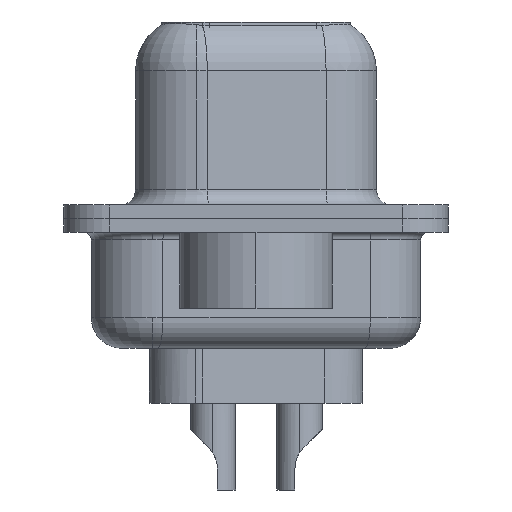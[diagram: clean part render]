
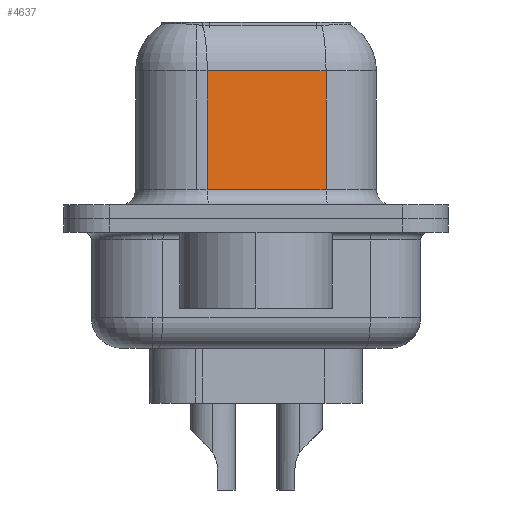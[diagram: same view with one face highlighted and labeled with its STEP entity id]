
A CAD part, left-side view. The second image highlights one B-rep face of the part: STEP entity #4637.
In plain terms, the highlighted planar face has unit normal (-0.985, -0.174, 0).
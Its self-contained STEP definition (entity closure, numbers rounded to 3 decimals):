
#319 = EDGE_CURVE ( 'NONE', #8741, #9409, #12996, .T. ) ;
#1459 = PLANE ( 'NONE',  #15992 ) ;
#1546 = EDGE_CURVE ( 'NONE', #9409, #8651, #7386, .T. ) ;
#1624 = VECTOR ( 'NONE', #7466, 1000. ) ;
#1658 = CARTESIAN_POINT ( 'NONE',  ( 4.375, 1.603, 4.85 ) ) ;
#1781 = CARTESIAN_POINT ( 'NONE',  ( 5.063, -2.297, 4.85 ) ) ;
#2222 = EDGE_CURVE ( 'NONE', #10409, #8651, #11583, .T. ) ;
#2714 = LINE ( 'NONE', #17505, #12159 ) ;
#2817 = CARTESIAN_POINT ( 'NONE',  ( 5.063, -2.297, 6.6 ) ) ;
#2919 = DIRECTION ( 'NONE',  ( 0.985, 0.174, 0. ) ) ;
#4637 = ADVANCED_FACE ( 'NONE', ( #14907 ), #1459, .F. ) ;
#4776 = DIRECTION ( 'NONE',  ( 0.174, -0.985, 0. ) ) ;
#6125 = CARTESIAN_POINT ( 'NONE',  ( 5.063, -2.297, 0.95 ) ) ;
#6258 = VECTOR ( 'NONE', #16130, 1000. ) ;
#7333 = CARTESIAN_POINT ( 'NONE',  ( 5.063, -2.297, 6.6 ) ) ;
#7386 = LINE ( 'NONE', #6125, #14827 ) ;
#7466 = DIRECTION ( 'NONE',  ( 0., 0., -1. ) ) ;
#8651 = VERTEX_POINT ( 'NONE', #15883 ) ;
#8741 = VERTEX_POINT ( 'NONE', #1658 ) ;
#8813 = DIRECTION ( 'NONE',  ( -0.174, 0.985, 0. ) ) ;
#9409 = VERTEX_POINT ( 'NONE', #16912 ) ;
#10242 = DIRECTION ( 'NONE',  ( -0.174, 0.985, 0. ) ) ;
#10409 = VERTEX_POINT ( 'NONE', #1781 ) ;
#11583 = LINE ( 'NONE', #7333, #6258 ) ;
#11926 = EDGE_CURVE ( 'NONE', #10409, #8741, #2714, .T. ) ;
#12159 = VECTOR ( 'NONE', #10242, 1000. ) ;
#12996 = LINE ( 'NONE', #18890, #1624 ) ;
#14500 = EDGE_LOOP ( 'NONE', ( #16218, #17686, #15998, #16938 ) ) ;
#14827 = VECTOR ( 'NONE', #4776, 1000. ) ;
#14907 = FACE_OUTER_BOUND ( 'NONE', #14500, .T. ) ;
#15883 = CARTESIAN_POINT ( 'NONE',  ( 5.063, -2.297, 0.95 ) ) ;
#15992 = AXIS2_PLACEMENT_3D ( 'NONE', #2817, #2919, #8813 ) ;
#15998 = ORIENTED_EDGE ( 'NONE', *, *, #319, .T. ) ;
#16130 = DIRECTION ( 'NONE',  ( 0., 0., -1. ) ) ;
#16218 = ORIENTED_EDGE ( 'NONE', *, *, #2222, .F. ) ;
#16912 = CARTESIAN_POINT ( 'NONE',  ( 4.375, 1.603, 0.95 ) ) ;
#16938 = ORIENTED_EDGE ( 'NONE', *, *, #1546, .T. ) ;
#17505 = CARTESIAN_POINT ( 'NONE',  ( 5.063, -2.297, 4.85 ) ) ;
#17686 = ORIENTED_EDGE ( 'NONE', *, *, #11926, .T. ) ;
#18890 = CARTESIAN_POINT ( 'NONE',  ( 4.375, 1.603, 6.6 ) ) ;
